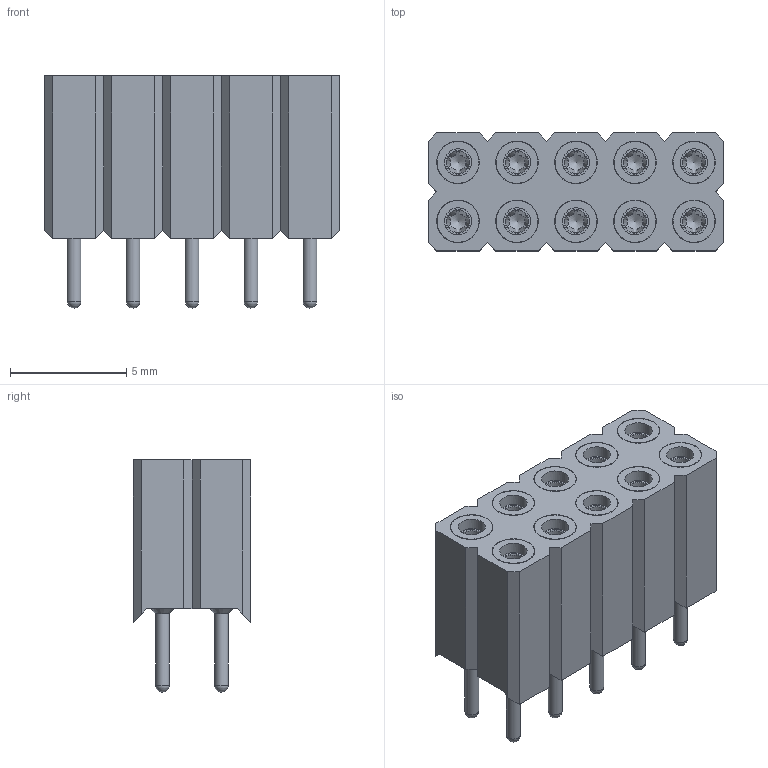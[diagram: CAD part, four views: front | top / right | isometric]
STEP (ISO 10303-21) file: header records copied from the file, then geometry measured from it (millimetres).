
FILE_DESCRIPTION(/* description */ (''),/* implementation_level */ '2;1');
FILE_NAME(/* name */ '153-010-2-xx-xx.stp',/* time_stamp */ '2017-05-30T11:51:41+02:00',/* author */ ('andreas.larin'),/* organization */ (''),/* preprocessor_version */ 'ST-DEVELOPER v15.6',/* originating_system */ 'Autodesk Inventor 2015',/* authorisation */ '');
FILE_SCHEMA (('AUTOMOTIVE_DESIGN { 1 0 10303 214 3 1 1 }'));
Length unit declared in the file: centimetre
Products named in the file (1): 153-010-2-xx-xx
Bounding box: 12.7 x 5.08 x 10 mm (x, y, z)
Volume: 359.2 mm3; surface area: 726.8 mm2
Topology: 1 solids, 1 shells, 482 faces, 1480 edges, 1010 vertices
Faces by surface type: plane 182, cone 170, cylinder 120, sphere 10
Full cylindrical faces by diameter (mm): 0.6 x10, 0.97 x10, 1.17 x20, 1.37 x10, 1.83 x10
Entity records: 17221 total; most frequent: CARTESIAN_POINT 5933, ORIENTED_EDGE 2560, DIRECTION 1836, EDGE_CURVE 1280, VERTEX_POINT 930, AXIS2_PLACEMENT_3D 793, EDGE_LOOP 612, STYLED_ITEM 483
